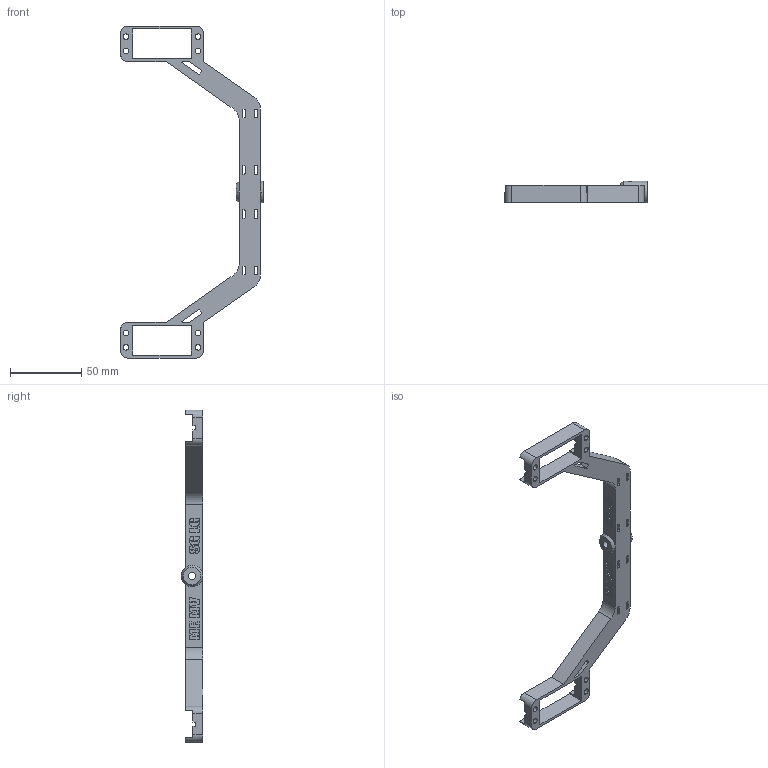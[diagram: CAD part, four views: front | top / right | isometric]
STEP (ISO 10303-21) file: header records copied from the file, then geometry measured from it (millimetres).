
FILE_DESCRIPTION (( 'STEP AP203' ), '1' );
FILE_NAME ('P19_Bogie_Rear Bogie.step', '2020-03-06T13:28:33', ( '' ), ( '' ), 'SwSTEP 2.0', 'SolidWorks 2018', '' );
FILE_SCHEMA (( 'CONFIG_CONTROL_DESIGN' ));
Length unit declared in the file: millimetre
Products named in the file (1): P19_Bogie_Rear Bogie
Bounding box: 100 x 15 x 232.56 mm (x, y, z)
Volume: 39214.1 mm3; surface area: 24927.5 mm2
Topology: 1 solids, 1 shells, 332 faces, 955 edges, 629 vertices
Faces by surface type: plane 202, cylinder 83, bspline 35, torus 10, cone 2
Entity records: 12980 total; most frequent: CARTESIAN_POINT 4196, ORIENTED_EDGE 1910, DIRECTION 1663, EDGE_CURVE 955, VECTOR 683, LINE 683, VERTEX_POINT 629, AXIS2_PLACEMENT_3D 490
